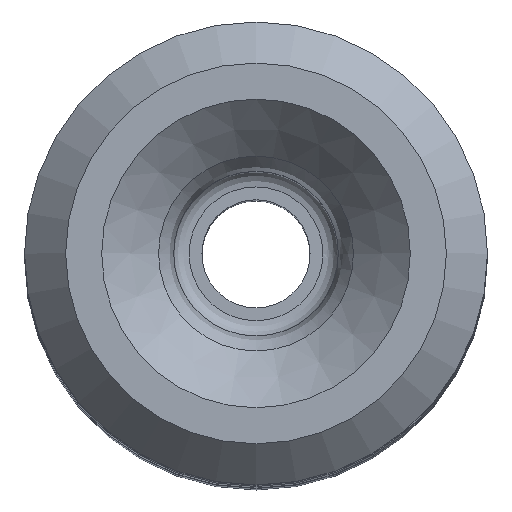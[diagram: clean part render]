
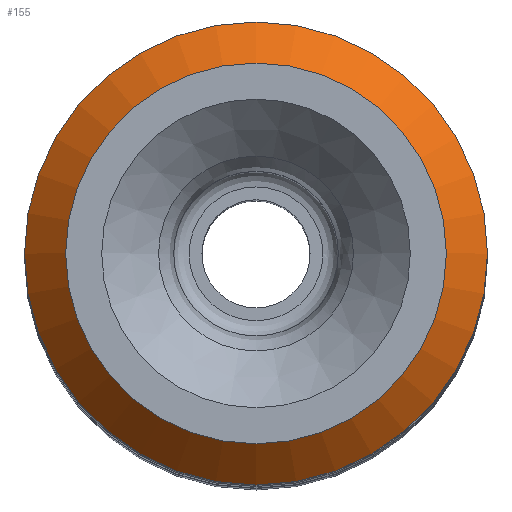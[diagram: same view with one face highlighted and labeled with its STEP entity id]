
A CAD part, top view. The second image highlights one B-rep face of the part: STEP entity #155.
In plain terms, the highlighted conical face has half-angle 45 degrees and reference radius 1.85 mm.
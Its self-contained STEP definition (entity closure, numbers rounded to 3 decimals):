
#112=CONICAL_SURFACE('',#905,1.85,45.);
#155=ADVANCED_FACE('',(#251,#252),#112,.T.);
#200=CIRCLE('',#902,2.25);
#201=CIRCLE('',#904,1.85);
#251=FACE_BOUND('',#323,.T.);
#252=FACE_BOUND('',#324,.T.);
#323=EDGE_LOOP('',(#529));
#324=EDGE_LOOP('',(#530));
#529=ORIENTED_EDGE('',*,*,#747,.F.);
#530=ORIENTED_EDGE('',*,*,#746,.F.);
#643=VERTEX_POINT('',#1507);
#644=VERTEX_POINT('',#1510);
#746=EDGE_CURVE('',#643,#643,#200,.T.);
#747=EDGE_CURVE('',#644,#644,#201,.T.);
#902=AXIS2_PLACEMENT_3D('',#1506,#995,#996);
#904=AXIS2_PLACEMENT_3D('',#1509,#999,#1000);
#905=AXIS2_PLACEMENT_3D('',#1511,#1001,#1002);
#995=DIRECTION('',(0.,0.,-1.));
#996=DIRECTION('',(1.,0.,0.));
#999=DIRECTION('',(0.,0.,1.));
#1000=DIRECTION('',(1.,0.,0.));
#1001=DIRECTION('',(0.,0.,-1.));
#1002=DIRECTION('',(1.,0.,0.));
#1506=CARTESIAN_POINT('',(0.,0.,27.6));
#1507=CARTESIAN_POINT('',(2.25,0.,27.6));
#1509=CARTESIAN_POINT('',(0.,0.,28.));
#1510=CARTESIAN_POINT('',(1.85,0.,28.));
#1511=CARTESIAN_POINT('',(0.,0.,28.));
